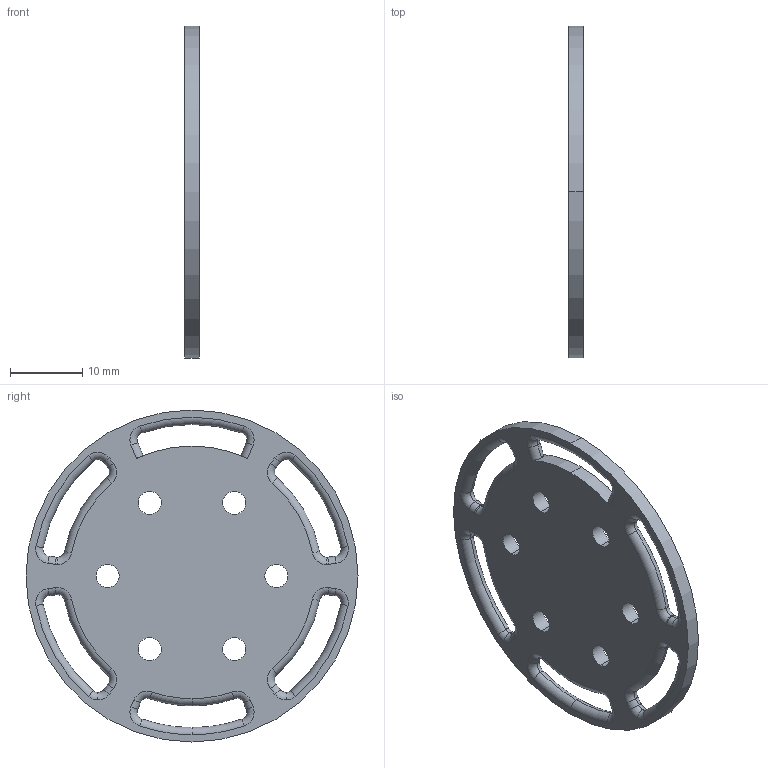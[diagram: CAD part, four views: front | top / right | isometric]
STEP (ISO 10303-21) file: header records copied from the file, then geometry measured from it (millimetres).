
FILE_DESCRIPTION (( 'STEP AP214' ), '1' );
FILE_NAME ('Stopper.STEP', '2025-02-19T10:53:59', ( '' ), ( '' ), 'SwSTEP 2.0', 'SolidWorks 2022', '' );
FILE_SCHEMA (( 'AUTOMOTIVE_DESIGN' ));
Length unit declared in the file: millimetre
Products named in the file (1): Stopper
Bounding box: 2 x 46 x 46 mm (x, y, z)
Volume: 2608 mm3; surface area: 3358.5 mm2
Topology: 1 solids, 1 shells, 120 faces, 304 edges, 186 vertices
Faces by surface type: torus 78, cylinder 40, plane 2
Entity records: 3819 total; most frequent: DIRECTION 791, CARTESIAN_POINT 639, ORIENTED_EDGE 608, AXIS2_PLACEMENT_3D 370, EDGE_CURVE 304, CIRCLE 249, VERTEX_POINT 186, EDGE_LOOP 144
